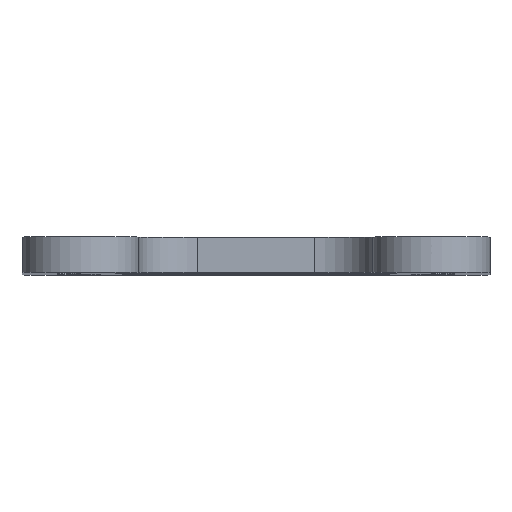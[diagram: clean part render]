
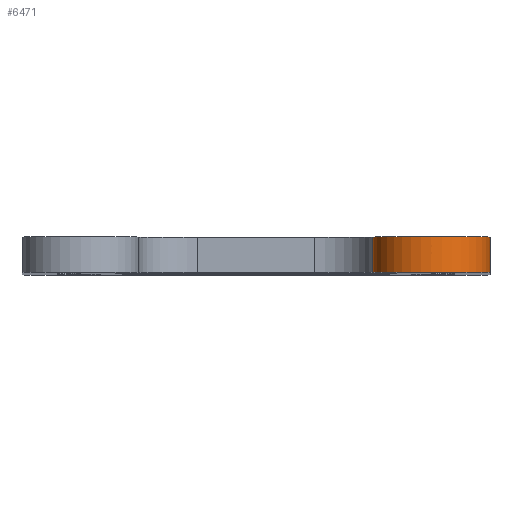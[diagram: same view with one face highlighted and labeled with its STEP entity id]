
A CAD part, top view. The second image highlights one B-rep face of the part: STEP entity #6471.
In plain terms, the highlighted cylindrical face has radius 5 mm (diameter 10 mm), a partial arc.
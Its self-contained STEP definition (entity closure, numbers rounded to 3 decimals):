
#555=FACE_OUTER_BOUND('',#920,.T.);
#920=EDGE_LOOP('',(#5611,#5612,#5613,#5614));
#1568=LINE('',#10903,#2175);
#1570=LINE('',#10907,#2177);
#2175=VECTOR('',#8995,10.);
#2177=VECTOR('',#8999,10.);
#2209=CIRCLE('',#6524,5.);
#2529=CIRCLE('',#7138,5.);
#2556=VERTEX_POINT('',#9123);
#2557=VERTEX_POINT('',#9125);
#3152=VERTEX_POINT('',#10902);
#3153=VERTEX_POINT('',#10906);
#3187=EDGE_CURVE('',#2556,#2557,#2209,.T.);
#4076=EDGE_CURVE('',#2557,#3152,#1568,.T.);
#4078=EDGE_CURVE('',#2556,#3153,#1570,.T.);
#4079=EDGE_CURVE('',#3153,#3152,#2529,.T.);
#5611=ORIENTED_EDGE('',*,*,#3187,.F.);
#5612=ORIENTED_EDGE('',*,*,#4078,.T.);
#5613=ORIENTED_EDGE('',*,*,#4079,.T.);
#5614=ORIENTED_EDGE('',*,*,#4076,.F.);
#6163=CYLINDRICAL_SURFACE('',#7137,5.);
#6471=ADVANCED_FACE('',(#555),#6163,.T.);
#6524=AXIS2_PLACEMENT_3D('',#9126,#7200,#7201);
#7137=AXIS2_PLACEMENT_3D('',#10905,#8997,#8998);
#7138=AXIS2_PLACEMENT_3D('',#10908,#9000,#9001);
#7200=DIRECTION('center_axis',(0.,-1.,0.));
#7201=DIRECTION('ref_axis',(1.,0.,0.));
#8995=DIRECTION('',(0.,1.,0.));
#8997=DIRECTION('center_axis',(0.,-1.,0.));
#8998=DIRECTION('ref_axis',(1.,0.,0.));
#8999=DIRECTION('',(0.,1.,0.));
#9000=DIRECTION('center_axis',(0.,-1.,0.));
#9001=DIRECTION('ref_axis',(1.,0.,0.));
#9123=CARTESIAN_POINT('',(20.,0.,-5.));
#9125=CARTESIAN_POINT('',(10.,0.,-5.));
#9126=CARTESIAN_POINT('Origin',(15.,0.,-5.));
#10902=CARTESIAN_POINT('',(10.,3.,-5.));
#10903=CARTESIAN_POINT('',(10.,0.,-5.));
#10905=CARTESIAN_POINT('Origin',(15.,0.,-5.));
#10906=CARTESIAN_POINT('',(20.,3.,-5.));
#10907=CARTESIAN_POINT('',(20.,0.,-5.));
#10908=CARTESIAN_POINT('Origin',(15.,3.,-5.));
